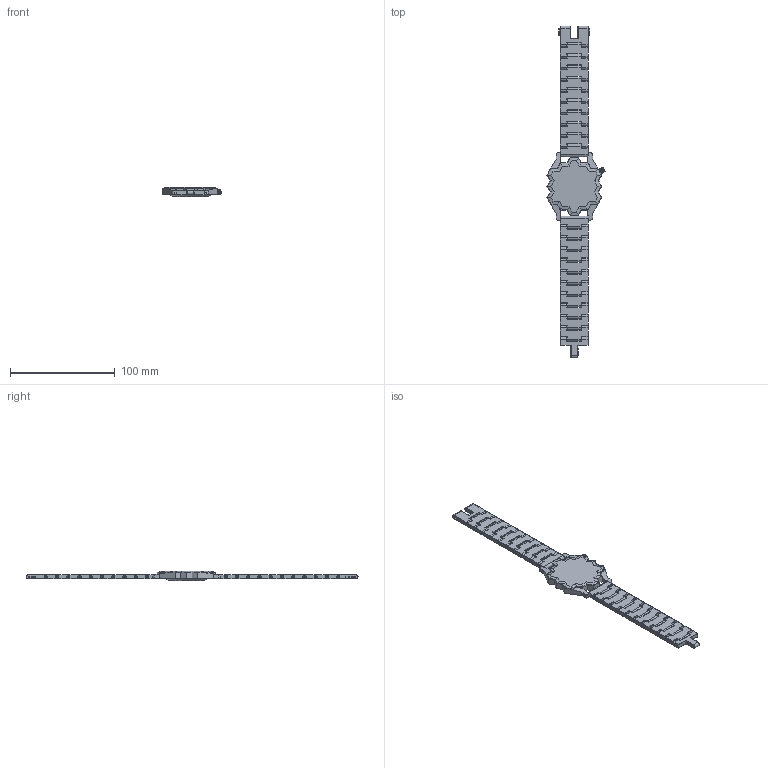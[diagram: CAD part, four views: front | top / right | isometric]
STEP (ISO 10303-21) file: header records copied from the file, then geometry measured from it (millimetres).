
FILE_DESCRIPTION(('FreeCAD Model'),'2;1');
FILE_NAME('Open CASCADE Shape Model','2025-04-27T18:10:53',('FreeCAD'),( 'FreeCAD'),'Open CASCADE STEP processor 7.6','FreeCAD','Unknown');
FILE_SCHEMA(('AUTOMOTIVE_DESIGN { 1 0 10303 214 1 1 1 1 }'));
Products named in the file (1): Open CASCADE STEP translator 7.6 1
Bounding box: 55.58 x 316.66 x 8.71 mm (x, y, z)
Volume: 40393.6 mm3; surface area: 43688.1 mm2
Topology: 89 solids, 89 shells, 3165 faces, 7600 edges, 4692 vertices
Faces by surface type: bspline 3165
Entity records: 92409 total; most frequent: CARTESIAN_POINT 47799, ORIENTED_EDGE 15200, EDGE_CURVE 7600, B_SPLINE_CURVE_WITH_KNOTS 5500, VERTEX_POINT 4692, FACE_BOUND 3384, EDGE_LOOP 3384, ADVANCED_FACE 3165
